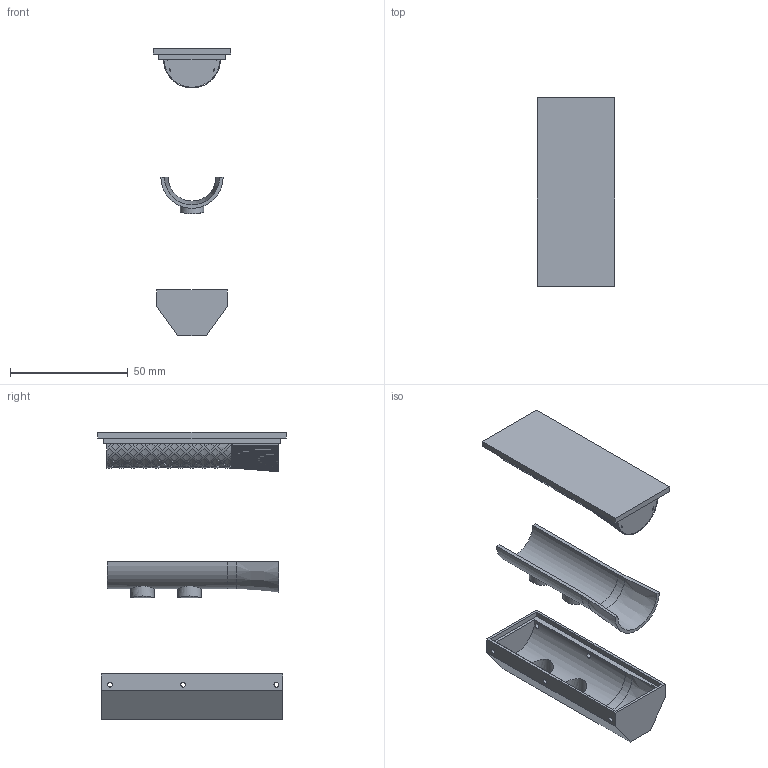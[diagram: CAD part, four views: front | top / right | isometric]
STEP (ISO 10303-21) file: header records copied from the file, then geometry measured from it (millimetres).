
FILE_DESCRIPTION(/* description */ (''),/* implementation_level */ '2;1');
FILE_NAME(/* name */ 'Biosense Webster Silicone Mold.step',/* time_stamp */ '2023-12-09T17:40:48Z',/* author */ (''),/* organization */ (''),/* preprocessor_version */ 'ST-DEVELOPER v20',/* originating_system */ 'Autodesk Translation Framework v12.14.0.127',/* authorisation */ '');
FILE_SCHEMA (('AUTOMOTIVE_DESIGN { 1 0 10303 214 3 1 1 }'));
Products named in the file (1): Test 1_Silicone Insert
Bounding box: 32.75 x 79.75 x 121.95 mm (x, y, z)
Volume: 43100.8 mm3; surface area: 23994.4 mm2
Topology: 3 solids, 3 shells, 1166 faces, 3381 edges, 2259 vertices
Faces by surface type: bspline 681, plane 237, cylinder 208, cone 37, torus 3
Full cylindrical faces by diameter (mm): 2 x7
Entity records: 50355 total; most frequent: CARTESIAN_POINT 25745, ORIENTED_EDGE 6762, EDGE_CURVE 3381, DIRECTION 2309, VERTEX_POINT 2259, B_SPLINE_CURVE_WITH_KNOTS 2195, EDGE_LOOP 1312, FACE_OUTER_BOUND 1166
